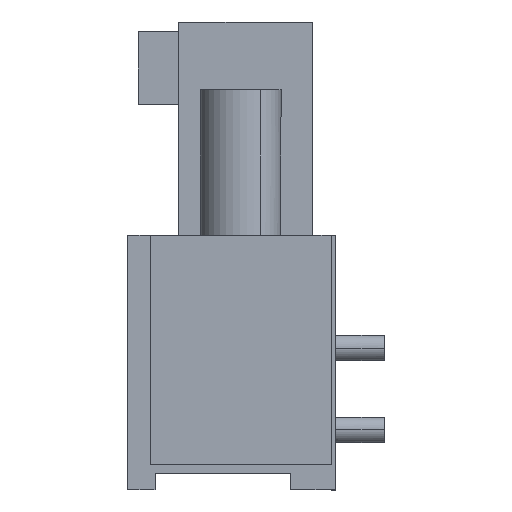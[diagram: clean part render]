
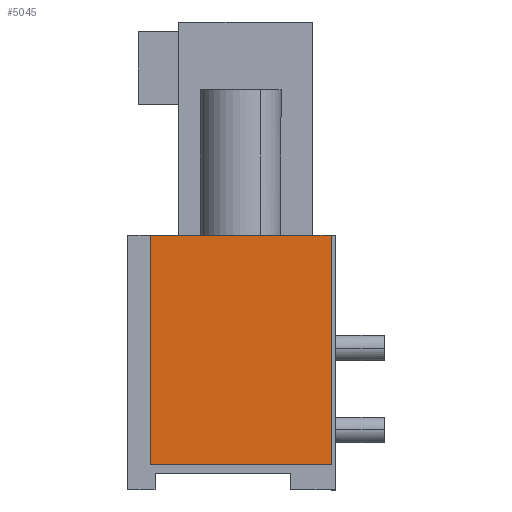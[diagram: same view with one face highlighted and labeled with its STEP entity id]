
A CAD part, left-side view. The second image highlights one B-rep face of the part: STEP entity #5045.
In plain terms, the highlighted planar face has unit normal (-1, 0, 0).
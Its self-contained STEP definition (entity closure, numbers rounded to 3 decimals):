
#917=CARTESIAN_POINT('Vertex',(0.,7.25,7.9)) ;
#920=CARTESIAN_POINT('Line Origine',(0.,4.45,7.9)) ;
#924=CARTESIAN_POINT('Vertex',(0.,1.65,7.9)) ;
#2027=CARTESIAN_POINT('Vertex',(0.,1.65,0.8)) ;
#2030=CARTESIAN_POINT('Line Origine',(0.,1.65,4.35)) ;
#2047=CARTESIAN_POINT('Line Origine',(0.,4.45,0.8)) ;
#2051=CARTESIAN_POINT('Vertex',(0.,7.25,0.8)) ;
#2089=CARTESIAN_POINT('Line Origine',(0.,7.25,4.35)) ;
#5034=CARTESIAN_POINT('Axis2P3D Location',(0.,7.25,7.9)) ;
#921=DIRECTION('Vector Direction',(0.,-1.,0.)) ;
#2031=DIRECTION('Vector Direction',(0.,0.,-1.)) ;
#2048=DIRECTION('Vector Direction',(0.,-1.,0.)) ;
#2090=DIRECTION('Vector Direction',(0.,0.,-1.)) ;
#5035=DIRECTION('Axis2P3D Direction',(1.,0.,0.)) ;
#5036=DIRECTION('Axis2P3D XDirection',(0.,-1.,0.)) ;
#5037=AXIS2_PLACEMENT_3D('Plane Axis2P3D',#5034,#5035,#5036) ;
#5040=ORIENTED_EDGE('',*,*,#2053,.T.) ;
#5041=ORIENTED_EDGE('',*,*,#2034,.F.) ;
#5042=ORIENTED_EDGE('',*,*,#926,.F.) ;
#5043=ORIENTED_EDGE('',*,*,#2093,.T.) ;
#922=VECTOR('Line Direction',#921,1.) ;
#2032=VECTOR('Line Direction',#2031,1.) ;
#2049=VECTOR('Line Direction',#2048,1.) ;
#2091=VECTOR('Line Direction',#2090,1.) ;
#5045=ADVANCED_FACE('HOUSING',(#5044),#5038,.F.) ;
#926=EDGE_CURVE('',#918,#925,#923,.T.) ;
#2034=EDGE_CURVE('',#925,#2028,#2033,.T.) ;
#2053=EDGE_CURVE('',#2052,#2028,#2050,.T.) ;
#2093=EDGE_CURVE('',#918,#2052,#2092,.T.) ;
#5039=EDGE_LOOP('',(#5040,#5041,#5042,#5043)) ;
#5044=FACE_OUTER_BOUND('',#5039,.T.) ;
#923=LINE('Line',#920,#922) ;
#2033=LINE('Line',#2030,#2032) ;
#2050=LINE('Line',#2047,#2049) ;
#2092=LINE('Line',#2089,#2091) ;
#5038=PLANE('',#5037) ;
#918=VERTEX_POINT('',#917) ;
#925=VERTEX_POINT('',#924) ;
#2028=VERTEX_POINT('',#2027) ;
#2052=VERTEX_POINT('',#2051) ;
